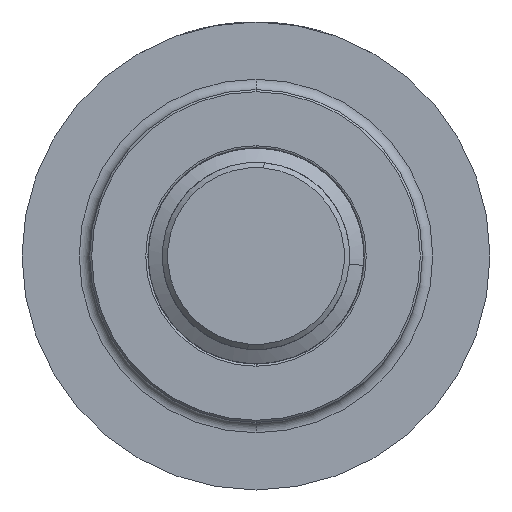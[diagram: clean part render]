
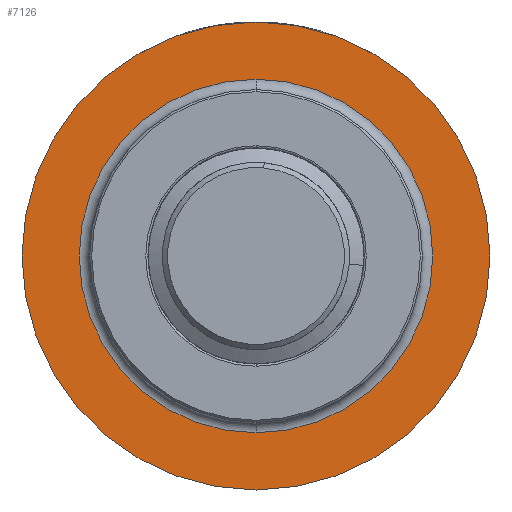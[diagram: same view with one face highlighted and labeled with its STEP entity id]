
A CAD part, front view. The second image highlights one B-rep face of the part: STEP entity #7126.
In plain terms, the highlighted planar face has unit normal (0, -1, 0).
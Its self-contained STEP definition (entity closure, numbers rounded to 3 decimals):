
#480 = PLANE ( 'NONE',  #5679 ) ;
#490 = EDGE_CURVE ( 'NONE', #3011, #3572, #5639, .T. ) ;
#773 = FACE_OUTER_BOUND ( 'NONE', #2895, .T. ) ;
#903 = CARTESIAN_POINT ( 'NONE',  ( 0., 1.42, 0. ) ) ;
#1105 = CIRCLE ( 'NONE', #7323, 17. ) ;
#1337 = DIRECTION ( 'NONE',  ( 0., 0., -1. ) ) ;
#1351 = DIRECTION ( 'NONE',  ( 0., -1., 0. ) ) ;
#1386 = CARTESIAN_POINT ( 'NONE',  ( 0., 1.42, 17. ) ) ;
#1617 = EDGE_CURVE ( 'NONE', #3471, #3370, #4051, .T. ) ;
#1639 = DIRECTION ( 'NONE',  ( 0., -1., 0. ) ) ;
#2252 = EDGE_LOOP ( 'NONE', ( #3002, #5452 ) ) ;
#2895 = EDGE_LOOP ( 'NONE', ( #7572, #5451 ) ) ;
#2989 = DIRECTION ( 'NONE',  ( 0., -1., 0. ) ) ;
#3002 = ORIENTED_EDGE ( 'NONE', *, *, #490, .F. ) ;
#3011 = VERTEX_POINT ( 'NONE', #7653 ) ;
#3059 = CARTESIAN_POINT ( 'NONE',  ( 0., 1.42, -22.5 ) ) ;
#3202 = CARTESIAN_POINT ( 'NONE',  ( 0., 1.42, 0. ) ) ;
#3307 = DIRECTION ( 'NONE',  ( 0., 0., -1. ) ) ;
#3338 = DIRECTION ( 'NONE',  ( 0., -1., 0. ) ) ;
#3370 = VERTEX_POINT ( 'NONE', #3059 ) ;
#3398 = DIRECTION ( 'NONE',  ( 0., 0., -1. ) ) ;
#3407 = EDGE_CURVE ( 'NONE', #3572, #3011, #1105, .T. ) ;
#3471 = VERTEX_POINT ( 'NONE', #4909 ) ;
#3568 = AXIS2_PLACEMENT_3D ( 'NONE', #7023, #1351, #3307 ) ;
#3572 = VERTEX_POINT ( 'NONE', #1386 ) ;
#3578 = FACE_BOUND ( 'NONE', #2252, .T. ) ;
#4051 = CIRCLE ( 'NONE', #5714, 22.5 ) ;
#4157 = DIRECTION ( 'NONE',  ( 0., 0., -1. ) ) ;
#4440 = DIRECTION ( 'NONE',  ( 0., -1., 0. ) ) ;
#4598 = CIRCLE ( 'NONE', #3568, 22.5 ) ;
#4794 = CARTESIAN_POINT ( 'NONE',  ( 17., 1.42, 0. ) ) ;
#4909 = CARTESIAN_POINT ( 'NONE',  ( 0., 1.42, 22.5 ) ) ;
#4921 = AXIS2_PLACEMENT_3D ( 'NONE', #903, #3338, #3398 ) ;
#5394 = DIRECTION ( 'NONE',  ( 0., 0., -1. ) ) ;
#5451 = ORIENTED_EDGE ( 'NONE', *, *, #1617, .T. ) ;
#5452 = ORIENTED_EDGE ( 'NONE', *, *, #3407, .F. ) ;
#5639 = CIRCLE ( 'NONE', #4921, 17. ) ;
#5679 = AXIS2_PLACEMENT_3D ( 'NONE', #4794, #1639, #5394 ) ;
#5714 = AXIS2_PLACEMENT_3D ( 'NONE', #7259, #2989, #4157 ) ;
#6911 = EDGE_CURVE ( 'NONE', #3370, #3471, #4598, .T. ) ;
#7023 = CARTESIAN_POINT ( 'NONE',  ( 0., 1.42, 0. ) ) ;
#7126 = ADVANCED_FACE ( 'NONE', ( #773, #3578 ), #480, .T. ) ;
#7259 = CARTESIAN_POINT ( 'NONE',  ( 0., 1.42, 0. ) ) ;
#7323 = AXIS2_PLACEMENT_3D ( 'NONE', #3202, #4440, #1337 ) ;
#7572 = ORIENTED_EDGE ( 'NONE', *, *, #6911, .T. ) ;
#7653 = CARTESIAN_POINT ( 'NONE',  ( 0., 1.42, -17. ) ) ;
